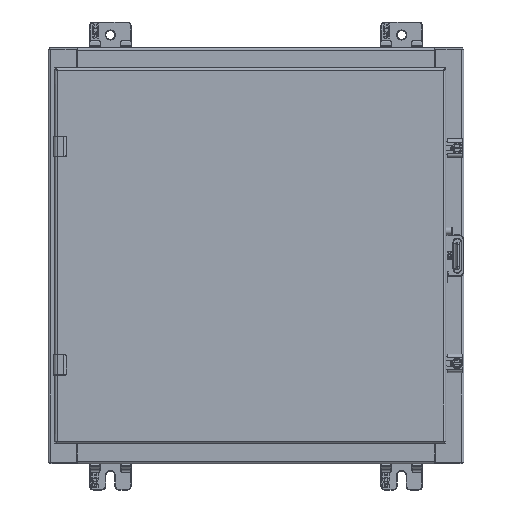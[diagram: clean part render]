
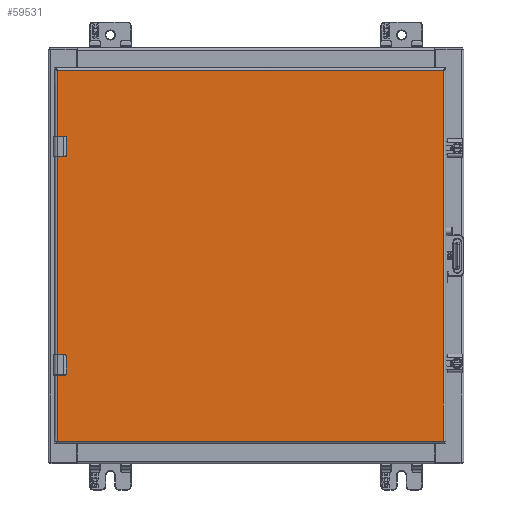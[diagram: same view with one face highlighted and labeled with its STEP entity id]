
A CAD part, top view. The second image highlights one B-rep face of the part: STEP entity #59531.
In plain terms, the highlighted planar face has unit normal (0, 0, 1).
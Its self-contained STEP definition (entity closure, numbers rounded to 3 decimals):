
#298 = AXIS2_PLACEMENT_3D ( 'NONE', #186658, #99646, #201395 ) ;
#4655 = ORIENTED_EDGE ( 'NONE', *, *, #40319, .T. ) ;
#4729 = EDGE_LOOP ( 'NONE', ( #213257, #177382, #153349, #121173, #135976, #200281, #4655, #187380, #194878, #187094, #42384, #157562, #130696, #74183, #220481, #62511 ) ) ;
#8474 = VECTOR ( 'NONE', #14589, 39.37 ) ;
#13014 = CARTESIAN_POINT ( 'NONE',  ( -9.165, -9.031, 5.073 ) ) ;
#13116 = VERTEX_POINT ( 'NONE', #88629 ) ;
#14034 = LINE ( 'NONE', #222000, #152204 ) ;
#14183 = CARTESIAN_POINT ( 'NONE',  ( 9.125, 4.905, 5.073 ) ) ;
#14282 = LINE ( 'NONE', #205254, #128517 ) ;
#14589 = DIRECTION ( 'NONE',  ( 0., -1., 0. ) ) ;
#18694 = DIRECTION ( 'NONE',  ( 0., 1., 0. ) ) ;
#19199 = VECTOR ( 'NONE', #173763, 39.37 ) ;
#21723 = VERTEX_POINT ( 'NONE', #39281 ) ;
#26996 = CIRCLE ( 'NONE', #95561, 0.03 ) ;
#28844 = LINE ( 'NONE', #13014, #193253 ) ;
#29786 = CARTESIAN_POINT ( 'NONE',  ( -9.165, 4.935, 5.073 ) ) ;
#30388 = VECTOR ( 'NONE', #214760, 39.37 ) ;
#33790 = LINE ( 'NONE', #135585, #155176 ) ;
#35015 = EDGE_CURVE ( 'NONE', #64512, #145126, #28844, .T. ) ;
#36431 = CARTESIAN_POINT ( 'NONE',  ( -9.558, -5.595, 5.073 ) ) ;
#38036 = VERTEX_POINT ( 'NONE', #83040 ) ;
#38706 = CARTESIAN_POINT ( 'NONE',  ( -9.165, -9.031, 5.073 ) ) ;
#39281 = CARTESIAN_POINT ( 'NONE',  ( -9.195, 4.905, 5.073 ) ) ;
#40024 = VECTOR ( 'NONE', #177585, 39.37 ) ;
#40319 = EDGE_CURVE ( 'NONE', #127005, #64512, #198345, .T. ) ;
#40819 = CARTESIAN_POINT ( 'NONE',  ( -9.558, 5.595, 5.073 ) ) ;
#42174 = CARTESIAN_POINT ( 'NONE',  ( -9.558, 8.914, 5.073 ) ) ;
#42384 = ORIENTED_EDGE ( 'NONE', *, *, #172593, .T. ) ;
#43113 = EDGE_CURVE ( 'NONE', #82179, #186483, #212626, .T. ) ;
#44571 = EDGE_CURVE ( 'NONE', #74928, #13116, #14034, .T. ) ;
#47372 = CARTESIAN_POINT ( 'NONE',  ( -9.558, -9.031, 5.073 ) ) ;
#47792 = DIRECTION ( 'NONE',  ( 0., 0., -1. ) ) ;
#48064 = VERTEX_POINT ( 'NONE', #42174 ) ;
#48127 = CARTESIAN_POINT ( 'NONE',  ( 9.125, 5.595, 5.073 ) ) ;
#52740 = EDGE_CURVE ( 'NONE', #13116, #88917, #26996, .T. ) ;
#54382 = DIRECTION ( 'NONE',  ( 1., 0., 0. ) ) ;
#54976 = CARTESIAN_POINT ( 'NONE',  ( 9.008, -8.914, 5.073 ) ) ;
#55685 = LINE ( 'NONE', #38706, #153663 ) ;
#56605 = DIRECTION ( 'NONE',  ( 0., 0., -1. ) ) ;
#59531 = ADVANCED_FACE ( 'NONE', ( #63513 ), #203640, .T. ) ;
#61214 = CIRCLE ( 'NONE', #187609, 0.03 ) ;
#62511 = ORIENTED_EDGE ( 'NONE', *, *, #43113, .T. ) ;
#63513 = FACE_OUTER_BOUND ( 'NONE', #4729, .T. ) ;
#64512 = VERTEX_POINT ( 'NONE', #82234 ) ;
#70907 = EDGE_CURVE ( 'NONE', #88917, #170996, #55685, .T. ) ;
#71156 = LINE ( 'NONE', #106170, #171291 ) ;
#74183 = ORIENTED_EDGE ( 'NONE', *, *, #70907, .T. ) ;
#74211 = CARTESIAN_POINT ( 'NONE',  ( -9.195, 4.935, 5.073 ) ) ;
#74255 = LINE ( 'NONE', #143207, #19199 ) ;
#74703 = CARTESIAN_POINT ( 'NONE',  ( 9.125, -5.595, 5.073 ) ) ;
#74928 = VERTEX_POINT ( 'NONE', #93949 ) ;
#82179 = VERTEX_POINT ( 'NONE', #96904 ) ;
#82234 = CARTESIAN_POINT ( 'NONE',  ( -9.165, 5.565, 5.073 ) ) ;
#82368 = VERTEX_POINT ( 'NONE', #105781 ) ;
#83040 = CARTESIAN_POINT ( 'NONE',  ( -9.558, 4.905, 5.073 ) ) ;
#84750 = CIRCLE ( 'NONE', #211057, 0.03 ) ;
#85758 = EDGE_CURVE ( 'NONE', #170996, #82179, #61214, .T. ) ;
#86104 = VERTEX_POINT ( 'NONE', #115485 ) ;
#88629 = CARTESIAN_POINT ( 'NONE',  ( -9.195, -4.905, 5.073 ) ) ;
#88917 = VERTEX_POINT ( 'NONE', #171120 ) ;
#89493 = EDGE_CURVE ( 'NONE', #82368, #165162, #33790, .T. ) ;
#93949 = CARTESIAN_POINT ( 'NONE',  ( -9.558, -4.905, 5.073 ) ) ;
#95561 = AXIS2_PLACEMENT_3D ( 'NONE', #209252, #56605, #54382 ) ;
#96904 = CARTESIAN_POINT ( 'NONE',  ( -9.195, -5.595, 5.073 ) ) ;
#98547 = DIRECTION ( 'NONE',  ( 0., 0., -1. ) ) ;
#99646 = DIRECTION ( 'NONE',  ( 0., 0., 1. ) ) ;
#105781 = CARTESIAN_POINT ( 'NONE',  ( -9.558, -8.914, 5.073 ) ) ;
#106170 = CARTESIAN_POINT ( 'NONE',  ( -9.558, -9.031, 5.073 ) ) ;
#115485 = CARTESIAN_POINT ( 'NONE',  ( 9.008, 8.914, 5.073 ) ) ;
#116955 = EDGE_CURVE ( 'NONE', #86104, #48064, #160506, .T. ) ;
#117071 = DIRECTION ( 'NONE',  ( 1., 0., 0. ) ) ;
#119458 = AXIS2_PLACEMENT_3D ( 'NONE', #147231, #98547, #131371 ) ;
#121173 = ORIENTED_EDGE ( 'NONE', *, *, #116955, .T. ) ;
#127005 = VERTEX_POINT ( 'NONE', #162694 ) ;
#128517 = VECTOR ( 'NONE', #18694, 39.37 ) ;
#130661 = VERTEX_POINT ( 'NONE', #40819 ) ;
#130663 = LINE ( 'NONE', #14183, #208921 ) ;
#130696 = ORIENTED_EDGE ( 'NONE', *, *, #52740, .T. ) ;
#131371 = DIRECTION ( 'NONE',  ( 1., 0., 0. ) ) ;
#135585 = CARTESIAN_POINT ( 'NONE',  ( 9.125, -8.914, 5.073 ) ) ;
#135976 = ORIENTED_EDGE ( 'NONE', *, *, #208337, .T. ) ;
#136010 = EDGE_CURVE ( 'NONE', #21723, #38036, #130663, .T. ) ;
#137196 = DIRECTION ( 'NONE',  ( 1., 0., 0. ) ) ;
#143207 = CARTESIAN_POINT ( 'NONE',  ( -9.558, -9.031, 5.073 ) ) ;
#144696 = EDGE_CURVE ( 'NONE', #130661, #127005, #222176, .T. ) ;
#145126 = VERTEX_POINT ( 'NONE', #29786 ) ;
#146537 = DIRECTION ( 'NONE',  ( 1., 0., 0. ) ) ;
#147231 = CARTESIAN_POINT ( 'NONE',  ( -9.195, 5.565, 5.073 ) ) ;
#152204 = VECTOR ( 'NONE', #137196, 39.37 ) ;
#153349 = ORIENTED_EDGE ( 'NONE', *, *, #180207, .T. ) ;
#153663 = VECTOR ( 'NONE', #178888, 39.37 ) ;
#155176 = VECTOR ( 'NONE', #205632, 39.37 ) ;
#157560 = EDGE_CURVE ( 'NONE', #186483, #82368, #74255, .T. ) ;
#157562 = ORIENTED_EDGE ( 'NONE', *, *, #44571, .T. ) ;
#160506 = LINE ( 'NONE', #195516, #30388 ) ;
#161363 = EDGE_CURVE ( 'NONE', #145126, #21723, #84750, .T. ) ;
#162694 = CARTESIAN_POINT ( 'NONE',  ( -9.195, 5.595, 5.073 ) ) ;
#165162 = VERTEX_POINT ( 'NONE', #54976 ) ;
#167852 = CARTESIAN_POINT ( 'NONE',  ( -9.165, -5.565, 5.073 ) ) ;
#167872 = DIRECTION ( 'NONE',  ( 0., -1., 0. ) ) ;
#170523 = LINE ( 'NONE', #47372, #8474 ) ;
#170996 = VERTEX_POINT ( 'NONE', #167852 ) ;
#171120 = CARTESIAN_POINT ( 'NONE',  ( -9.165, -4.935, 5.073 ) ) ;
#171291 = VECTOR ( 'NONE', #223788, 39.37 ) ;
#172593 = EDGE_CURVE ( 'NONE', #38036, #74928, #71156, .T. ) ;
#172977 = VECTOR ( 'NONE', #117071, 39.37 ) ;
#173763 = DIRECTION ( 'NONE',  ( 0., -1., 0. ) ) ;
#177382 = ORIENTED_EDGE ( 'NONE', *, *, #89493, .T. ) ;
#177585 = DIRECTION ( 'NONE',  ( -1., 0., 0. ) ) ;
#178888 = DIRECTION ( 'NONE',  ( 0., -1., 0. ) ) ;
#180207 = EDGE_CURVE ( 'NONE', #165162, #86104, #14282, .T. ) ;
#180416 = DIRECTION ( 'NONE',  ( 1., 0., 0. ) ) ;
#182667 = CARTESIAN_POINT ( 'NONE',  ( -9.195, -5.565, 5.073 ) ) ;
#186483 = VERTEX_POINT ( 'NONE', #36431 ) ;
#186658 = CARTESIAN_POINT ( 'NONE',  ( 9.125, -9.031, 5.073 ) ) ;
#187094 = ORIENTED_EDGE ( 'NONE', *, *, #136010, .T. ) ;
#187380 = ORIENTED_EDGE ( 'NONE', *, *, #35015, .T. ) ;
#187609 = AXIS2_PLACEMENT_3D ( 'NONE', #182667, #215474, #180416 ) ;
#193253 = VECTOR ( 'NONE', #167872, 39.37 ) ;
#194878 = ORIENTED_EDGE ( 'NONE', *, *, #161363, .T. ) ;
#195516 = CARTESIAN_POINT ( 'NONE',  ( 9.125, 8.914, 5.073 ) ) ;
#198345 = CIRCLE ( 'NONE', #119458, 0.03 ) ;
#200281 = ORIENTED_EDGE ( 'NONE', *, *, #144696, .T. ) ;
#201395 = DIRECTION ( 'NONE',  ( -1., 0., 0. ) ) ;
#203640 = PLANE ( 'NONE',  #298 ) ;
#205254 = CARTESIAN_POINT ( 'NONE',  ( 9.008, -9.031, 5.073 ) ) ;
#205632 = DIRECTION ( 'NONE',  ( 1., 0., 0. ) ) ;
#207391 = DIRECTION ( 'NONE',  ( -1., 0., 0. ) ) ;
#208337 = EDGE_CURVE ( 'NONE', #48064, #130661, #170523, .T. ) ;
#208921 = VECTOR ( 'NONE', #207391, 39.37 ) ;
#209252 = CARTESIAN_POINT ( 'NONE',  ( -9.195, -4.935, 5.073 ) ) ;
#211057 = AXIS2_PLACEMENT_3D ( 'NONE', #74211, #47792, #146537 ) ;
#212626 = LINE ( 'NONE', #74703, #40024 ) ;
#213257 = ORIENTED_EDGE ( 'NONE', *, *, #157560, .T. ) ;
#214760 = DIRECTION ( 'NONE',  ( -1., 0., 0. ) ) ;
#215474 = DIRECTION ( 'NONE',  ( 0., 0., -1. ) ) ;
#220481 = ORIENTED_EDGE ( 'NONE', *, *, #85758, .T. ) ;
#222000 = CARTESIAN_POINT ( 'NONE',  ( 9.125, -4.905, 5.073 ) ) ;
#222176 = LINE ( 'NONE', #48127, #172977 ) ;
#223788 = DIRECTION ( 'NONE',  ( 0., -1., 0. ) ) ;
